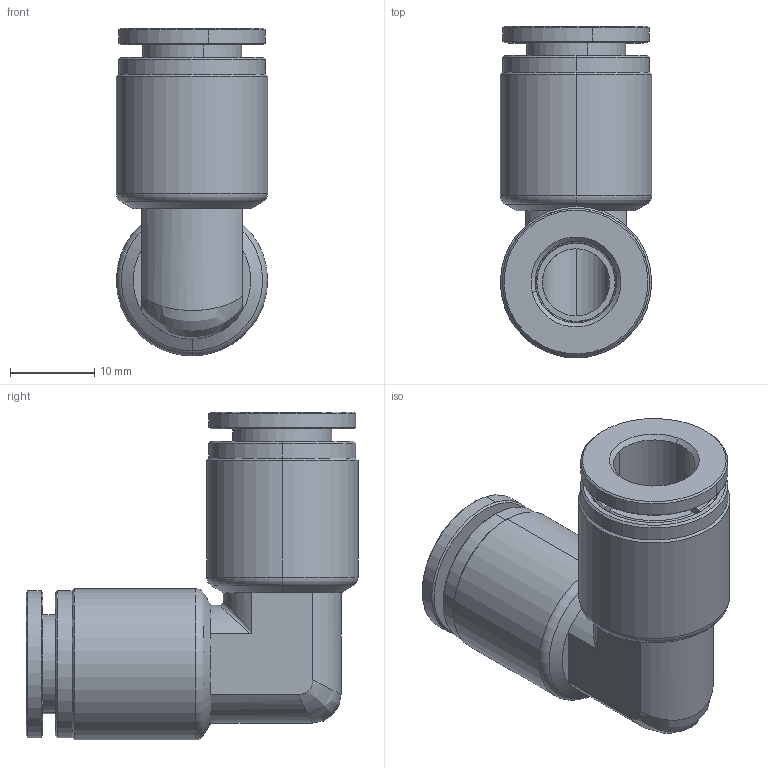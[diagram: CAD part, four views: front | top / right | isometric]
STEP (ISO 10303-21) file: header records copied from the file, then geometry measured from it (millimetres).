
FILE_DESCRIPTION (( 'STEP AP214' ), '1' );
FILE_NAME ('EUS3-8W.STEP', '2018-07-31T17:19:03', ( '' ), ( '' ), 'SwSTEP 2.0', 'SolidWorks 2016', '' );
FILE_SCHEMA (( 'AUTOMOTIVE_DESIGN' ));
Length unit declared in the file: millimetre
Products named in the file (1): EUS3-8W
Bounding box: 18 x 39.47 x 38.97 mm (x, y, z)
Volume: 7838.8 mm3; surface area: 11956.8 mm2
Topology: 11 solids, 11 shells, 781 faces, 2164 edges, 1414 vertices
Faces by surface type: plane 288, cone 244, cylinder 133, bspline 108, torus 8
Entity records: 36243 total; most frequent: CARTESIAN_POINT 9105, ORIENTED_EDGE 4324, DIRECTION 3307, EDGE_CURVE 2162, VERTEX_POINT 1414, AXIS2_PLACEMENT_3D 1344, B_SPLINE_CURVE_WITH_KNOTS 838, EDGE_LOOP 814
